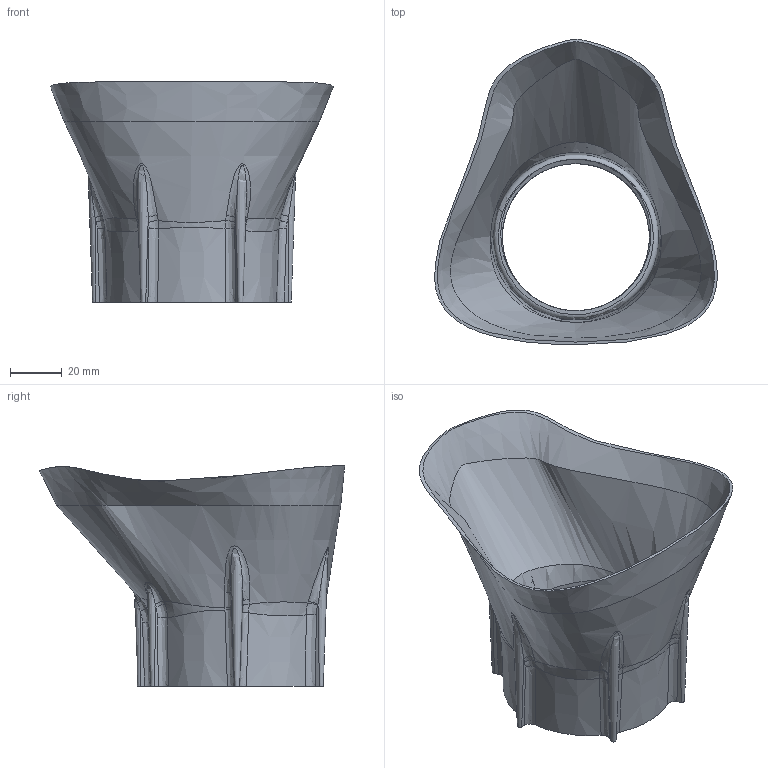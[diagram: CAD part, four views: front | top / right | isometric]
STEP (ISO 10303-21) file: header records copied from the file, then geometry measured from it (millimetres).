
FILE_DESCRIPTION(/* description */ (''),/* implementation_level */ '2;1');
FILE_NAME(/* name */ 'Silicone Mask Size 9.step',/* time_stamp */ '2020-03-18T22:36:04-04:00',/* author */ (''),/* organization */ (''),/* preprocessor_version */ 'ST-DEVELOPER v18',/* originating_system */ 'Autodesk Translation Framework v8.12.0.6',/* authorisation */ '');
FILE_SCHEMA (('AUTOMOTIVE_DESIGN { 1 0 10303 214 3 1 1 }'));
Length unit declared in the file: millimetre
Products named in the file (1): Mask
Bounding box: 109.37 x 118.29 x 85.34 mm (x, y, z)
Volume: 47191.4 mm3; surface area: 56649.9 mm2
Topology: 1 solids, 1 shells, 111 faces, 291 edges, 182 vertices
Faces by surface type: bspline 64, plane 16, cylinder 15, cone 15, torus 1
Full cylindrical faces by diameter (mm): 57.002 x5, 60.356 x5, 64.069 x1
Entity records: 8956 total; most frequent: CARTESIAN_POINT 6699, ORIENTED_EDGE 582, EDGE_CURVE 291, DIRECTION 270, B_SPLINE_CURVE_WITH_KNOTS 182, VERTEX_POINT 182, EDGE_LOOP 113, AXIS2_PLACEMENT_3D 113
